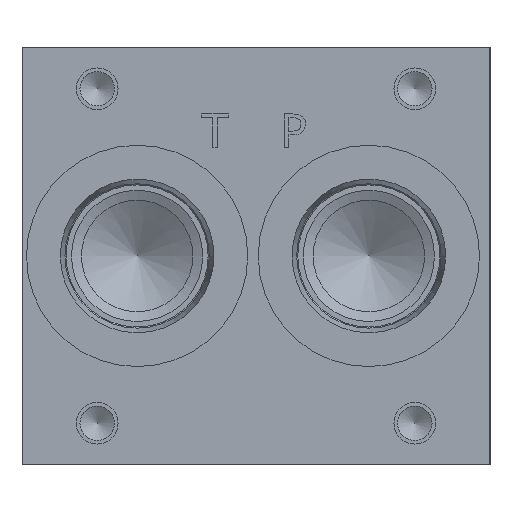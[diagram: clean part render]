
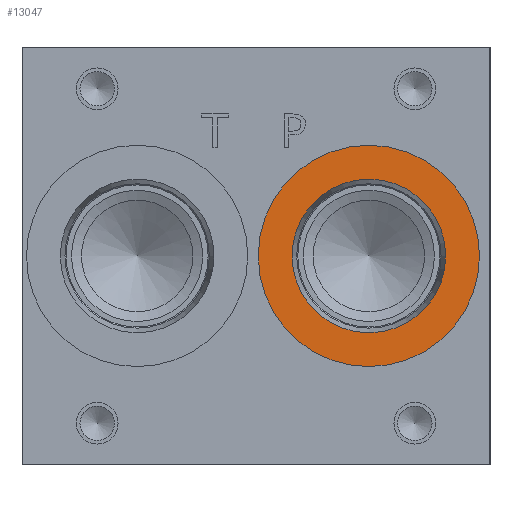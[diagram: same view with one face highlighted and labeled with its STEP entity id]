
A CAD part, left-side view. The second image highlights one B-rep face of the part: STEP entity #13047.
In plain terms, the highlighted planar face has unit normal (-1, 0, 0).
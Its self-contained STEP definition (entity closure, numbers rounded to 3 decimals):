
#560=CIRCLE('',#13945,21.019);
#561=CIRCLE('',#13946,21.019);
#562=CIRCLE('',#13948,14.592);
#563=CIRCLE('',#13949,14.592);
#682=FACE_BOUND('',#2481,.T.);
#1042=PLANE('',#13947);
#1707=FACE_OUTER_BOUND('',#2480,.T.);
#2480=EDGE_LOOP('',(#11625,#11626));
#2481=EDGE_LOOP('',(#11627,#11628));
#6303=VERTEX_POINT('',#22688);
#6304=VERTEX_POINT('',#22690);
#6305=VERTEX_POINT('',#22694);
#6306=VERTEX_POINT('',#22695);
#8110=EDGE_CURVE('',#6303,#6304,#560,.T.);
#8111=EDGE_CURVE('',#6304,#6303,#561,.T.);
#8112=EDGE_CURVE('',#6305,#6306,#562,.T.);
#8113=EDGE_CURVE('',#6306,#6305,#563,.T.);
#11625=ORIENTED_EDGE('',*,*,#8111,.F.);
#11626=ORIENTED_EDGE('',*,*,#8110,.F.);
#11627=ORIENTED_EDGE('',*,*,#8112,.T.);
#11628=ORIENTED_EDGE('',*,*,#8113,.T.);
#13047=ADVANCED_FACE('',(#1707,#682),#1042,.F.);
#13945=AXIS2_PLACEMENT_3D('',#22691,#16810,#16811);
#13946=AXIS2_PLACEMENT_3D('',#22692,#16812,#16813);
#13947=AXIS2_PLACEMENT_3D('',#22693,#16814,#16815);
#13948=AXIS2_PLACEMENT_3D('',#22696,#16816,#16817);
#13949=AXIS2_PLACEMENT_3D('',#22697,#16818,#16819);
#16810=DIRECTION('center_axis',(1.,0.,0.));
#16811=DIRECTION('ref_axis',(0.,0.,-1.));
#16812=DIRECTION('center_axis',(1.,0.,0.));
#16813=DIRECTION('ref_axis',(0.,0.,-1.));
#16814=DIRECTION('center_axis',(1.,0.,0.));
#16815=DIRECTION('ref_axis',(0.,0.,-1.));
#16816=DIRECTION('center_axis',(1.,0.,0.));
#16817=DIRECTION('ref_axis',(0.,0.,-1.));
#16818=DIRECTION('center_axis',(1.,0.,0.));
#16819=DIRECTION('ref_axis',(0.,0.,-1.));
#22688=CARTESIAN_POINT('',(0.787,23.012,18.682));
#22690=CARTESIAN_POINT('',(0.787,23.012,60.719));
#22691=CARTESIAN_POINT('Origin',(0.787,23.012,39.7));
#22692=CARTESIAN_POINT('Origin',(0.787,23.012,39.7));
#22693=CARTESIAN_POINT('Origin',(0.787,23.012,54.293));
#22694=CARTESIAN_POINT('',(0.787,23.012,54.293));
#22695=CARTESIAN_POINT('',(0.787,23.012,25.108));
#22696=CARTESIAN_POINT('Origin',(0.787,23.012,39.7));
#22697=CARTESIAN_POINT('Origin',(0.787,23.012,39.7));
